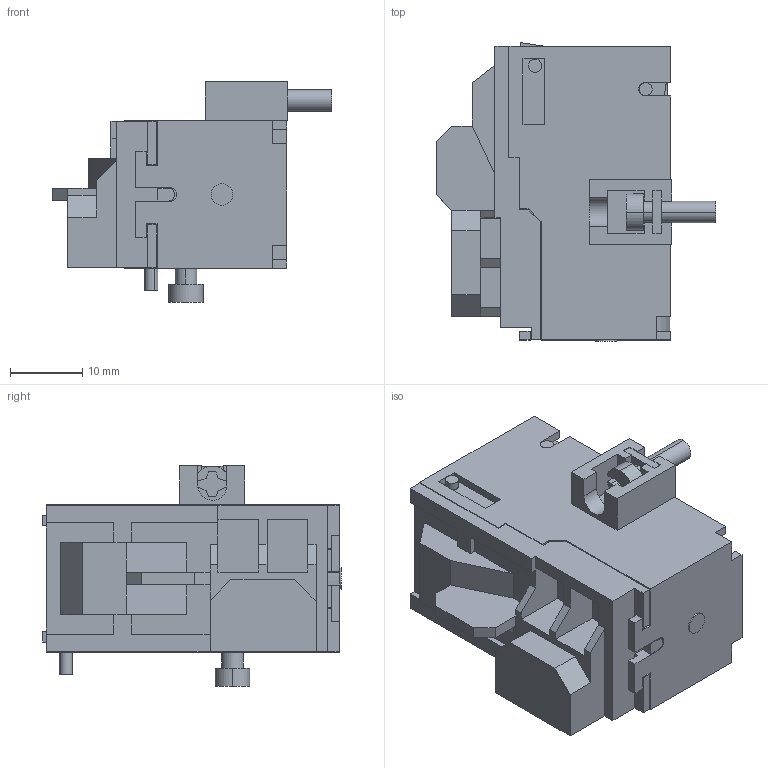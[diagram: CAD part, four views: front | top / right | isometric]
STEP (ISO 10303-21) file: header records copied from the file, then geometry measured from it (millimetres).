
FILE_DESCRIPTION((''),'2;1');
FILE_NAME('1655037020191_ASM','2022-06-12T18:00:43',('SESA621925'),('Schneider-Electric'),'CREO PARAMETRIC BY PTC INC, 2019471','CREO PARAMETRIC BY PTC INC, 2019471','');
FILE_SCHEMA(('AP242_MANAGED_MODEL_BASED_3D_ENGINEERING_MIM_LF { 1 0 10303 442 1 1 4 }'));
Length unit declared in the file: millimetre
Products named in the file (4): EMPTYNODE_1655037020431_ASM; SHR-GO3-4; SHR-GO3-4-3D_ASM; 1655037020191_ASM
Assembly tree (3 placements, depth 3):
  1655037020191_ASM
    EMPTYNODE_1655037020431_ASM
    SHR-GO3-4-3D_ASM
      SHR-GO3-4
Bounding box: 38.7 x 41.4 x 30.6 mm (x, y, z)
Volume: 16152.9 mm3; surface area: 10805 mm2
Topology: 1 solids, 2 shells, 329 faces, 914 edges, 610 vertices
Faces by surface type: plane 273, cylinder 55, extrusion 1
Entity records: 15309 total; most frequent: CARTESIAN_POINT 1879, ORIENTED_EDGE 1816, DIRECTION 1717, PRESENTATION_STYLE_ASSIGNMENT 1059, STYLED_ITEM 918, CURVE_STYLE 917, EDGE_CURVE 908, VECTOR 791
